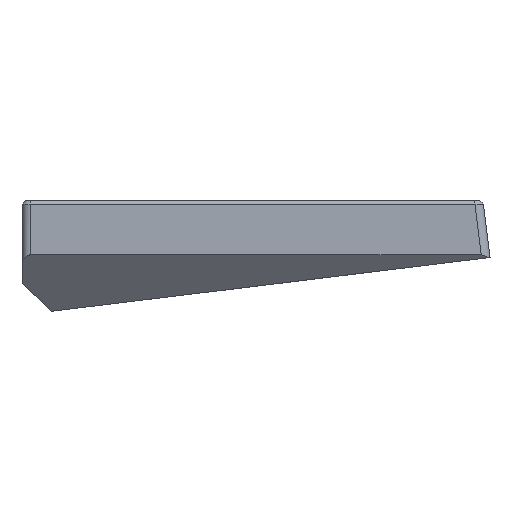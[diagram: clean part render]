
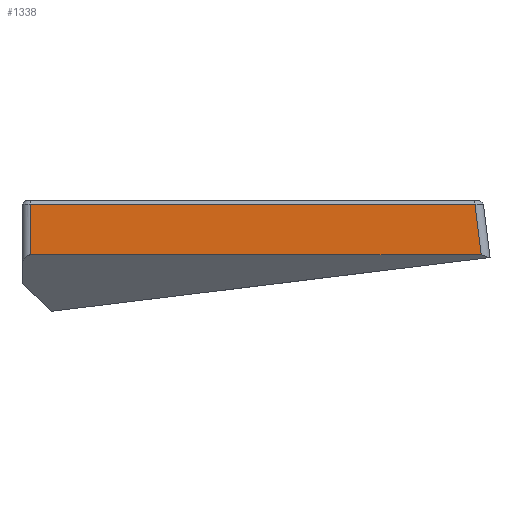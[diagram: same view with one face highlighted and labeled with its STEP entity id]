
A CAD part, left-side view. The second image highlights one B-rep face of the part: STEP entity #1338.
In plain terms, the highlighted planar face has unit normal (-1, 0, 0).
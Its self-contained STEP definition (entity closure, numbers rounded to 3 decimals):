
#931 = VERTEX_POINT('',#932);
#932 = CARTESIAN_POINT('',(-15.,14.,11.));
#957 = VERTEX_POINT('',#958);
#958 = CARTESIAN_POINT('',(-15.,-117.104,11.));
#1001 = EDGE_CURVE('',#957,#931,#1002,.T.);
#1002 = LINE('',#1003,#1004);
#1003 = CARTESIAN_POINT('',(-15.,-116.981,11.));
#1004 = VECTOR('',#1005,1.);
#1005 = DIRECTION('',(0.,1.,0.));
#1276 = VERTEX_POINT('',#1277);
#1277 = CARTESIAN_POINT('',(-15.,14.,-4.));
#1284 = EDGE_CURVE('',#1276,#931,#1285,.T.);
#1285 = LINE('',#1286,#1287);
#1286 = CARTESIAN_POINT('',(-15.,14.,-4.));
#1287 = VECTOR('',#1288,1.);
#1288 = DIRECTION('',(0.,0.,1.));
#1299 = EDGE_CURVE('',#1300,#957,#1302,.T.);
#1300 = VERTEX_POINT('',#1301);
#1301 = CARTESIAN_POINT('',(-15.,-118.946,-4.));
#1302 = LINE('',#1303,#1304);
#1303 = CARTESIAN_POINT('',(-15.,-119.075,-5.052));
#1304 = VECTOR('',#1305,1.);
#1305 = DIRECTION('',(0.,0.122,0.993));
#1338 = ADVANCED_FACE('',(#1339),#1350,.T.);
#1339 = FACE_BOUND('',#1340,.T.);
#1340 = EDGE_LOOP('',(#1341,#1342,#1348,#1349));
#1341 = ORIENTED_EDGE('',*,*,#1284,.F.);
#1342 = ORIENTED_EDGE('',*,*,#1343,.F.);
#1343 = EDGE_CURVE('',#1300,#1276,#1344,.T.);
#1344 = LINE('',#1345,#1346);
#1345 = CARTESIAN_POINT('',(-15.,-119.5,-4.));
#1346 = VECTOR('',#1347,1.);
#1347 = DIRECTION('',(0.,1.,0.));
#1348 = ORIENTED_EDGE('',*,*,#1299,.T.);
#1349 = ORIENTED_EDGE('',*,*,#1001,.T.);
#1350 = PLANE('',#1351);
#1351 = AXIS2_PLACEMENT_3D('',#1352,#1353,#1354);
#1352 = CARTESIAN_POINT('',(-15.,-119.5,-4.));
#1353 = DIRECTION('',(-1.,0.,0.));
#1354 = DIRECTION('',(0.,1.,0.));
